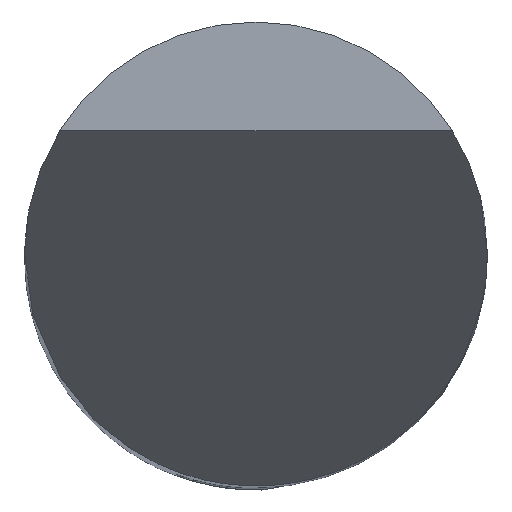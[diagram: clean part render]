
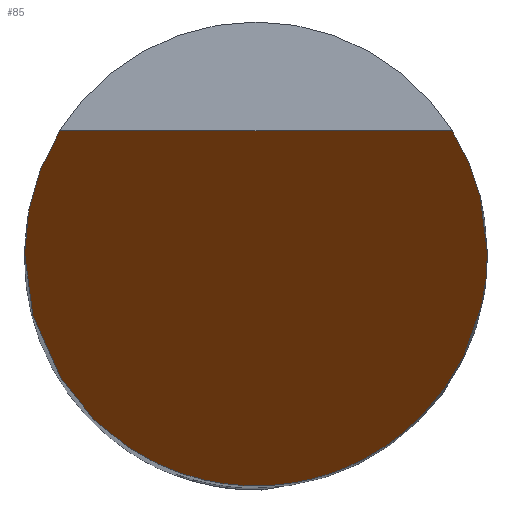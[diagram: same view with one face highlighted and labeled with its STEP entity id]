
A CAD part, top view. The second image highlights one B-rep face of the part: STEP entity #85.
In plain terms, the highlighted planar face has unit normal (0, -0.866, 0.5).
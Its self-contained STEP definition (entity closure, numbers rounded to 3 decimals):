
#58=PLANE('',#691);
#85=ADVANCED_FACE('',(#128),#58,.F.);
#128=FACE_OUTER_BOUND('',#163,.T.);
#163=EDGE_LOOP('',(#357,#358,#359,#360));
#258=LINE('',#1183,#279);
#279=VECTOR('',#775,1.);
#357=ORIENTED_EDGE('',*,*,#534,.T.);
#358=ORIENTED_EDGE('',*,*,#553,.T.);
#359=ORIENTED_EDGE('',*,*,#536,.T.);
#360=ORIENTED_EDGE('',*,*,#582,.T.);
#473=VERTEX_POINT('',#894);
#474=VERTEX_POINT('',#899);
#475=VERTEX_POINT('',#901);
#476=VERTEX_POINT('',#906);
#534=EDGE_CURVE('',#474,#473,#633,.T.);
#536=EDGE_CURVE('',#476,#475,#634,.T.);
#553=EDGE_CURVE('',#473,#476,#637,.T.);
#582=EDGE_CURVE('',#475,#474,#258,.T.);
#633=(
BOUNDED_CURVE()
B_SPLINE_CURVE(3,(#895,#896,#897,#898),.UNSPECIFIED.,.F.,.F.)
B_SPLINE_CURVE_WITH_KNOTS((4,4),(0.,1.),.UNSPECIFIED.)
CURVE()
GEOMETRIC_REPRESENTATION_ITEM()
RATIONAL_B_SPLINE_CURVE((1.,0.974,0.974,1.))
REPRESENTATION_ITEM('')
);
#634=(
BOUNDED_CURVE()
B_SPLINE_CURVE(3,(#902,#903,#904,#905),.UNSPECIFIED.,.F.,.F.)
B_SPLINE_CURVE_WITH_KNOTS((4,4),(0.,1.),.UNSPECIFIED.)
CURVE()
GEOMETRIC_REPRESENTATION_ITEM()
RATIONAL_B_SPLINE_CURVE((1.,0.974,0.974,1.))
REPRESENTATION_ITEM('')
);
#637=(
BOUNDED_CURVE()
B_SPLINE_CURVE(3,(#1008,#1009,#1010,#1011),.UNSPECIFIED.,.F.,.F.)
B_SPLINE_CURVE_WITH_KNOTS((4,4),(0.,1.),.UNSPECIFIED.)
CURVE()
GEOMETRIC_REPRESENTATION_ITEM()
RATIONAL_B_SPLINE_CURVE((1.,0.333,0.333,1.))
REPRESENTATION_ITEM('')
);
#691=AXIS2_PLACEMENT_3D('',#1185,#778,#779);
#775=DIRECTION('',(-1.,0.,0.));
#778=DIRECTION('',(0.,0.866,-0.5));
#779=DIRECTION('',(0.,0.5,0.866));
#894=CARTESIAN_POINT('',(-3.,0.,0.));
#895=CARTESIAN_POINT('',(-2.545,1.588,2.75));
#896=CARTESIAN_POINT('',(-2.844,1.108,1.92));
#897=CARTESIAN_POINT('',(-3.,0.565,0.979));
#898=CARTESIAN_POINT('',(-3.,0.,0.));
#899=CARTESIAN_POINT('',(-2.545,1.588,2.75));
#901=CARTESIAN_POINT('',(2.545,1.588,2.75));
#902=CARTESIAN_POINT('',(3.,0.,0.));
#903=CARTESIAN_POINT('',(3.,0.565,0.979));
#904=CARTESIAN_POINT('',(2.844,1.108,1.92));
#905=CARTESIAN_POINT('',(2.545,1.588,2.75));
#906=CARTESIAN_POINT('',(3.,0.,0.));
#1008=CARTESIAN_POINT('',(-3.,0.,0.));
#1009=CARTESIAN_POINT('',(-3.,-6.,-10.392));
#1010=CARTESIAN_POINT('',(3.,-6.,-10.392));
#1011=CARTESIAN_POINT('',(3.,0.,0.));
#1183=CARTESIAN_POINT('',(0.,1.588,2.75));
#1185=CARTESIAN_POINT('',(3.,-3.,-5.196));
